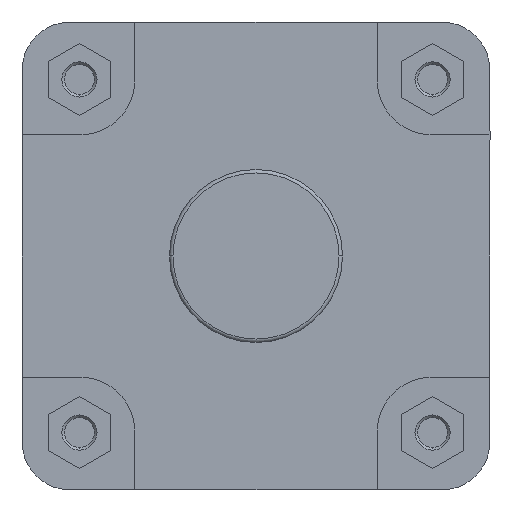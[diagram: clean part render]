
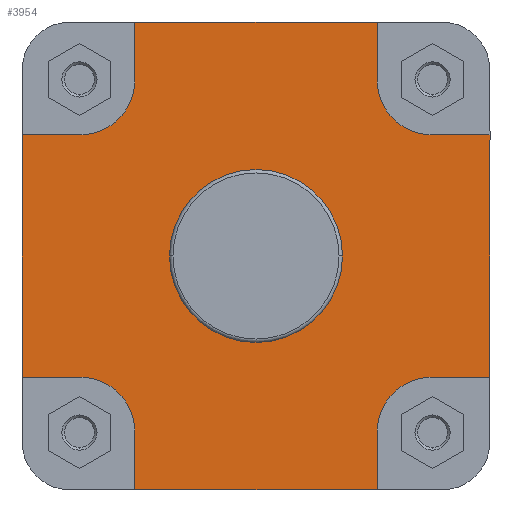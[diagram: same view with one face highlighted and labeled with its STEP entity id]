
A CAD part, left-side view. The second image highlights one B-rep face of the part: STEP entity #3954.
In plain terms, the highlighted planar face has unit normal (-1, 0, 0).
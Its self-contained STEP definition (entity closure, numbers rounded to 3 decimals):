
#11 = VERTEX_POINT ( 'NONE', #6522 ) ;
#383 = LINE ( 'NONE', #803, #384 ) ;
#384 = VECTOR ( 'NONE', #804, 1000. ) ;
#410 = LINE ( 'NONE', #843, #411 ) ;
#411 = VECTOR ( 'NONE', #844, 1000. ) ;
#436 = CIRCLE ( 'NONE', #4961, 49.9 ) ;
#445 = CIRCLE ( 'NONE', #4963, 31. ) ;
#446 = LINE ( 'NONE', #893, #447 ) ;
#447 = VECTOR ( 'NONE', #894, 1000. ) ;
#449 = CIRCLE ( 'NONE', #4964, 31. ) ;
#452 = LINE ( 'NONE', #903, #453 ) ;
#453 = VECTOR ( 'NONE', #904, 1000. ) ;
#454 = LINE ( 'NONE', #918, #457 ) ;
#457 = VECTOR ( 'NONE', #919, 1000. ) ;
#459 = LINE ( 'NONE', #913, #460 ) ;
#460 = VECTOR ( 'NONE', #914, 1000. ) ;
#462 = LINE ( 'NONE', #946, #478 ) ;
#470 = CIRCLE ( 'NONE', #4969, 31. ) ;
#477 = LINE ( 'NONE', #953, #483 ) ;
#478 = VECTOR ( 'NONE', #947, 1000. ) ;
#480 = LINE ( 'NONE', #941, #481 ) ;
#481 = VECTOR ( 'NONE', #942, 1000. ) ;
#482 = LINE ( 'NONE', #962, #488 ) ;
#483 = VECTOR ( 'NONE', #954, 1000. ) ;
#485 = LINE ( 'NONE', #948, #486 ) ;
#486 = VECTOR ( 'NONE', #949, 1000. ) ;
#488 = VECTOR ( 'NONE', #963, 1000. ) ;
#489 = CIRCLE ( 'NONE', #4972, 31. ) ;
#492 = LINE ( 'NONE', #957, #493 ) ;
#493 = VECTOR ( 'NONE', #958, 1000. ) ;
#534 = CIRCLE ( 'NONE', #4984, 49.9 ) ;
#803 = CARTESIAN_POINT ( 'NONE',  ( 14., 70., -135. ) ) ;
#804 = DIRECTION ( 'NONE',  ( 0., 0., 1. ) ) ;
#843 = CARTESIAN_POINT ( 'NONE',  ( 14., -70., -101. ) ) ;
#844 = DIRECTION ( 'NONE',  ( 0., 0., -1. ) ) ;
#874 = CARTESIAN_POINT ( 'NONE',  ( 14., 0., 0. ) ) ;
#875 = DIRECTION ( 'NONE',  ( -1., 0., 0. ) ) ;
#876 = DIRECTION ( 'NONE',  ( 0., -1., 0. ) ) ;
#887 = CARTESIAN_POINT ( 'NONE',  ( 14., 101., -101. ) ) ;
#888 = DIRECTION ( 'NONE',  ( -1., 0., 0. ) ) ;
#889 = DIRECTION ( 'NONE',  ( 0., 1., 0. ) ) ;
#893 = CARTESIAN_POINT ( 'NONE',  ( 14., -297.141, -135. ) ) ;
#894 = DIRECTION ( 'NONE',  ( 0., -1., 0. ) ) ;
#895 = CARTESIAN_POINT ( 'NONE',  ( 14., -101., -101. ) ) ;
#897 = DIRECTION ( 'NONE',  ( -1., 0., 0. ) ) ;
#898 = DIRECTION ( 'NONE',  ( 0., 0., -1. ) ) ;
#903 = CARTESIAN_POINT ( 'NONE',  ( 14., -135., -70. ) ) ;
#904 = DIRECTION ( 'NONE',  ( 0., 1., 0. ) ) ;
#913 = CARTESIAN_POINT ( 'NONE',  ( 14., -135., 0. ) ) ;
#914 = DIRECTION ( 'NONE',  ( 0., 0., 1. ) ) ;
#915 = CARTESIAN_POINT ( 'NONE',  ( 14., -101., 101. ) ) ;
#918 = CARTESIAN_POINT ( 'NONE',  ( 14., -101., 70. ) ) ;
#919 = DIRECTION ( 'NONE',  ( 0., -1., 0. ) ) ;
#926 = DIRECTION ( 'NONE',  ( -1., 0., 0. ) ) ;
#927 = DIRECTION ( 'NONE',  ( 0., -1., 0. ) ) ;
#936 = CARTESIAN_POINT ( 'NONE',  ( 14., 101., 101. ) ) ;
#941 = CARTESIAN_POINT ( 'NONE',  ( 14., -70., 135. ) ) ;
#942 = DIRECTION ( 'NONE',  ( 0., 0., -1. ) ) ;
#946 = CARTESIAN_POINT ( 'NONE',  ( 14., -297.141, 135. ) ) ;
#947 = DIRECTION ( 'NONE',  ( 0., -1., 0. ) ) ;
#948 = CARTESIAN_POINT ( 'NONE',  ( 14., 70., 101. ) ) ;
#949 = DIRECTION ( 'NONE',  ( 0., 0., 1. ) ) ;
#951 = DIRECTION ( 'NONE',  ( -1., 0., 0. ) ) ;
#952 = DIRECTION ( 'NONE',  ( 0., 0., 1. ) ) ;
#953 = CARTESIAN_POINT ( 'NONE',  ( 14., 135., 70. ) ) ;
#954 = DIRECTION ( 'NONE',  ( 0., -1., 0. ) ) ;
#957 = CARTESIAN_POINT ( 'NONE',  ( 14., 135., 0. ) ) ;
#958 = DIRECTION ( 'NONE',  ( 0., 0., 1. ) ) ;
#962 = CARTESIAN_POINT ( 'NONE',  ( 14., 101., -70. ) ) ;
#963 = DIRECTION ( 'NONE',  ( 0., 1., 0. ) ) ;
#1001 = CARTESIAN_POINT ( 'NONE',  ( 14., 0., 0. ) ) ;
#1017 = DIRECTION ( 'NONE',  ( -1., 0., 0. ) ) ;
#1018 = DIRECTION ( 'NONE',  ( 0., -1., 0. ) ) ;
#1081 = CARTESIAN_POINT ( 'NONE',  ( 14., -70., 101. ) ) ;
#1087 = CARTESIAN_POINT ( 'NONE',  ( 14., -49.9, 0. ) ) ;
#1091 = CARTESIAN_POINT ( 'NONE',  ( 14., -70., -135. ) ) ;
#1106 = CARTESIAN_POINT ( 'NONE',  ( 14., 70., 101. ) ) ;
#1207 = CARTESIAN_POINT ( 'NONE',  ( 14., 49.9, 0. ) ) ;
#1297 = CARTESIAN_POINT ( 'NONE',  ( 14., -135., 70. ) ) ;
#1303 = CARTESIAN_POINT ( 'NONE',  ( 14., -101., 70. ) ) ;
#1306 = CARTESIAN_POINT ( 'NONE',  ( 14., 101., -70. ) ) ;
#1309 = CARTESIAN_POINT ( 'NONE',  ( 14., 70., -101. ) ) ;
#1311 = CARTESIAN_POINT ( 'NONE',  ( 14., -70., 135. ) ) ;
#1322 = CARTESIAN_POINT ( 'NONE',  ( 14., 70., 135. ) ) ;
#1328 = CARTESIAN_POINT ( 'NONE',  ( 14., -101., -70. ) ) ;
#1356 = CARTESIAN_POINT ( 'NONE',  ( 14., -70., -101. ) ) ;
#1364 = CARTESIAN_POINT ( 'NONE',  ( 14., 70., -135. ) ) ;
#1376 = CARTESIAN_POINT ( 'NONE',  ( 14., 135., 70. ) ) ;
#1379 = CARTESIAN_POINT ( 'NONE',  ( 14., -135., -70. ) ) ;
#1382 = CARTESIAN_POINT ( 'NONE',  ( 14., 135., -70. ) ) ;
#2173 = ORIENTED_EDGE ( 'NONE', *, *, #4478, .F. ) ;
#2174 = ORIENTED_EDGE ( 'NONE', *, *, #4481, .F. ) ;
#2175 = ORIENTED_EDGE ( 'NONE', *, *, #4430, .F. ) ;
#2177 = ORIENTED_EDGE ( 'NONE', *, *, #4460, .F. ) ;
#2178 = ORIENTED_EDGE ( 'NONE', *, *, #4520, .F. ) ;
#2180 = ORIENTED_EDGE ( 'NONE', *, *, #4469, .F. ) ;
#2183 = ORIENTED_EDGE ( 'NONE', *, *, #4472, .F. ) ;
#2184 = ORIENTED_EDGE ( 'NONE', *, *, #4476, .T. ) ;
#2185 = ORIENTED_EDGE ( 'NONE', *, *, #4468, .T. ) ;
#2187 = ORIENTED_EDGE ( 'NONE', *, *, #4447, .F. ) ;
#2188 = ORIENTED_EDGE ( 'NONE', *, *, #4490, .F. ) ;
#2191 = ORIENTED_EDGE ( 'NONE', *, *, #4488, .F. ) ;
#2199 = ORIENTED_EDGE ( 'NONE', *, *, #4466, .F. ) ;
#2202 = ORIENTED_EDGE ( 'NONE', *, *, #4491, .F. ) ;
#2534 = FACE_BOUND ( 'NONE', #3336, .T. ) ;
#2537 = FACE_OUTER_BOUND ( 'NONE', #3291, .T. ) ;
#3291 = EDGE_LOOP ( 'NONE', ( #2199, #2175, #2185, #2187, #2180, #2183, #2184, #2173, #2174, #2191, #2188, #2202, #3581, #3582, #3583, #3584 ) ) ;
#3336 = EDGE_LOOP ( 'NONE', ( #2178, #2177 ) ) ;
#3581 = ORIENTED_EDGE ( 'NONE', *, *, #4492, .F. ) ;
#3582 = ORIENTED_EDGE ( 'NONE', *, *, #4493, .F. ) ;
#3583 = ORIENTED_EDGE ( 'NONE', *, *, #4495, .F. ) ;
#3584 = ORIENTED_EDGE ( 'NONE', *, *, #4497, .F. ) ;
#3954 = ADVANCED_FACE ( 'NONE', ( #2534, #2537 ), #5054, .F. ) ;
#4430 = EDGE_CURVE ( 'NONE', #6732, #6677, #383, .T. ) ;
#4447 = EDGE_CURVE ( 'NONE', #6724, #6417, #410, .T. ) ;
#4460 = EDGE_CURVE ( 'NONE', #6572, #6413, #436, .T. ) ;
#4466 = EDGE_CURVE ( 'NONE', #6677, #6674, #445, .T. ) ;
#4468 = EDGE_CURVE ( 'NONE', #6732, #6417, #446, .T. ) ;
#4469 = EDGE_CURVE ( 'NONE', #6696, #6724, #449, .T. ) ;
#4472 = EDGE_CURVE ( 'NONE', #7222, #6696, #452, .T. ) ;
#4476 = EDGE_CURVE ( 'NONE', #7222, #6665, #459, .T. ) ;
#4478 = EDGE_CURVE ( 'NONE', #6671, #6665, #454, .T. ) ;
#4481 = EDGE_CURVE ( 'NONE', #6405, #6671, #470, .T. ) ;
#4488 = EDGE_CURVE ( 'NONE', #6679, #6405, #480, .T. ) ;
#4490 = EDGE_CURVE ( 'NONE', #6690, #6679, #462, .T. ) ;
#4491 = EDGE_CURVE ( 'NONE', #6437, #6690, #485, .T. ) ;
#4492 = EDGE_CURVE ( 'NONE', #11, #6437, #489, .T. ) ;
#4493 = EDGE_CURVE ( 'NONE', #7216, #11, #477, .T. ) ;
#4495 = EDGE_CURVE ( 'NONE', #7219, #7216, #492, .T. ) ;
#4497 = EDGE_CURVE ( 'NONE', #6674, #7219, #482, .T. ) ;
#4520 = EDGE_CURVE ( 'NONE', #6413, #6572, #534, .T. ) ;
#4680 = AXIS2_PLACEMENT_3D ( 'NONE', #5053, #5055, #5056 ) ;
#4961 = AXIS2_PLACEMENT_3D ( 'NONE', #874, #875, #876 ) ;
#4963 = AXIS2_PLACEMENT_3D ( 'NONE', #887, #888, #889 ) ;
#4964 = AXIS2_PLACEMENT_3D ( 'NONE', #895, #897, #898 ) ;
#4969 = AXIS2_PLACEMENT_3D ( 'NONE', #915, #926, #927 ) ;
#4972 = AXIS2_PLACEMENT_3D ( 'NONE', #936, #951, #952 ) ;
#4984 = AXIS2_PLACEMENT_3D ( 'NONE', #1001, #1017, #1018 ) ;
#5053 = CARTESIAN_POINT ( 'NONE',  ( 14., 49.9, 0. ) ) ;
#5054 = PLANE ( 'NONE',  #4680 ) ;
#5055 = DIRECTION ( 'NONE',  ( 1., 0., 0. ) ) ;
#5056 = DIRECTION ( 'NONE',  ( 0., 1., 0. ) ) ;
#6405 = VERTEX_POINT ( 'NONE', #1081 ) ;
#6413 = VERTEX_POINT ( 'NONE', #1087 ) ;
#6417 = VERTEX_POINT ( 'NONE', #1091 ) ;
#6437 = VERTEX_POINT ( 'NONE', #1106 ) ;
#6522 = CARTESIAN_POINT ( 'NONE',  ( 14., 101., 70. ) ) ;
#6572 = VERTEX_POINT ( 'NONE', #1207 ) ;
#6665 = VERTEX_POINT ( 'NONE', #1297 ) ;
#6671 = VERTEX_POINT ( 'NONE', #1303 ) ;
#6674 = VERTEX_POINT ( 'NONE', #1306 ) ;
#6677 = VERTEX_POINT ( 'NONE', #1309 ) ;
#6679 = VERTEX_POINT ( 'NONE', #1311 ) ;
#6690 = VERTEX_POINT ( 'NONE', #1322 ) ;
#6696 = VERTEX_POINT ( 'NONE', #1328 ) ;
#6724 = VERTEX_POINT ( 'NONE', #1356 ) ;
#6732 = VERTEX_POINT ( 'NONE', #1364 ) ;
#7216 = VERTEX_POINT ( 'NONE', #1376 ) ;
#7219 = VERTEX_POINT ( 'NONE', #1382 ) ;
#7222 = VERTEX_POINT ( 'NONE', #1379 ) ;
